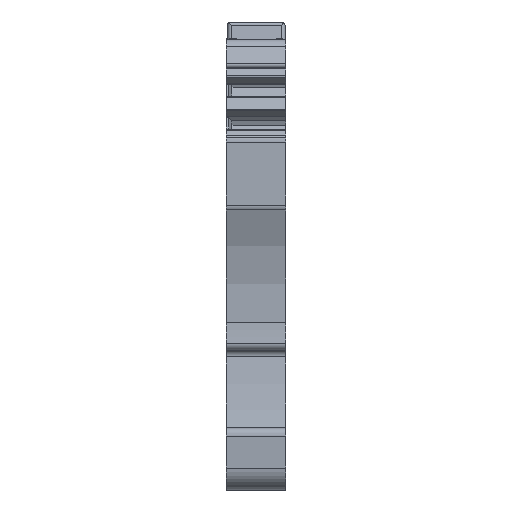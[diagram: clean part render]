
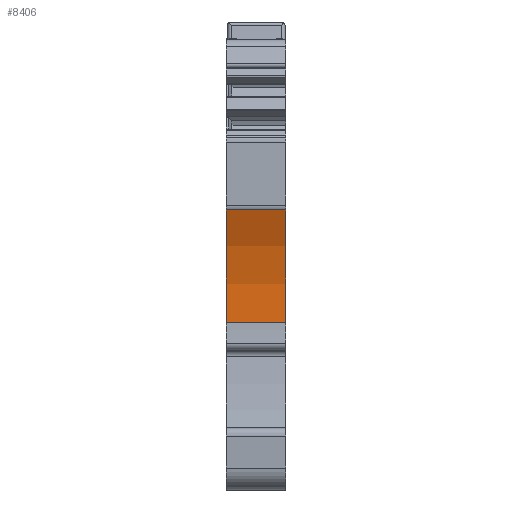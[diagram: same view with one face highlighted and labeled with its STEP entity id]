
A CAD part, front view. The second image highlights one B-rep face of the part: STEP entity #8406.
In plain terms, the highlighted cylindrical face has radius 20 mm (diameter 40 mm), a partial arc.
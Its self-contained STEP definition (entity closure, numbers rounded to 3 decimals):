
#1914=AXIS2_PLACEMENT_3D('Circle Axis2P3D',#1912,#1913,$) ;
#8386=AXIS2_PLACEMENT_3D('Cylinder Axis2P3D',#8383,#8384,#8385) ;
#8390=AXIS2_PLACEMENT_3D('Circle Axis2P3D',#8388,#8389,$) ;
#1909=CARTESIAN_POINT('Vertex',(5.1,0.266,23.842)) ;
#1912=CARTESIAN_POINT('Axis2P3D Location',(5.1,-17.93,15.54)) ;
#1916=CARTESIAN_POINT('Vertex',(5.1,2.028,14.25)) ;
#8368=CARTESIAN_POINT('Vertex',(0.,0.266,23.842)) ;
#8371=CARTESIAN_POINT('Line Origine',(2.55,0.266,23.842)) ;
#8383=CARTESIAN_POINT('Axis2P3D Location',(2.55,-17.93,15.54)) ;
#8388=CARTESIAN_POINT('Axis2P3D Location',(0.,-17.93,15.54)) ;
#8392=CARTESIAN_POINT('Vertex',(0.,2.028,14.25)) ;
#8395=CARTESIAN_POINT('Line Origine',(2.55,2.028,14.25)) ;
#1913=DIRECTION('Axis2P3D Direction',(1.,0.,0.)) ;
#8372=DIRECTION('Vector Direction',(1.,0.,0.)) ;
#8384=DIRECTION('Axis2P3D Direction',(1.,0.,0.)) ;
#8385=DIRECTION('Axis2P3D XDirection',(0.,0.998,-0.065)) ;
#8389=DIRECTION('Axis2P3D Direction',(1.,0.,0.)) ;
#8396=DIRECTION('Vector Direction',(1.,0.,0.)) ;
#8373=VECTOR('Line Direction',#8372,1.) ;
#8397=VECTOR('Line Direction',#8396,1.) ;
#8401=ORIENTED_EDGE('',*,*,#8375,.F.) ;
#8402=ORIENTED_EDGE('',*,*,#8394,.T.) ;
#8403=ORIENTED_EDGE('',*,*,#8399,.T.) ;
#8404=ORIENTED_EDGE('',*,*,#1918,.F.) ;
#8406=ADVANCED_FACE('ZTR2.5N - 3AN CONCEPT 00.1\\Hauptk\X2\00F6\X0\rper',(#8405),#8387,.F.) ;
#1915=CIRCLE('generated circle',#1914,20.) ;
#8391=CIRCLE('generated circle',#8390,20.) ;
#8387=CYLINDRICAL_SURFACE('generated cylinder',#8386,20.) ;
#1918=EDGE_CURVE('',#1910,#1917,#1915,.F.) ;
#8375=EDGE_CURVE('',#8369,#1910,#8374,.T.) ;
#8394=EDGE_CURVE('',#8369,#8393,#8391,.F.) ;
#8399=EDGE_CURVE('',#8393,#1917,#8398,.T.) ;
#8400=EDGE_LOOP('',(#8401,#8402,#8403,#8404)) ;
#8405=FACE_OUTER_BOUND('',#8400,.T.) ;
#8374=LINE('Line',#8371,#8373) ;
#8398=LINE('Line',#8395,#8397) ;
#1910=VERTEX_POINT('',#1909) ;
#1917=VERTEX_POINT('',#1916) ;
#8369=VERTEX_POINT('',#8368) ;
#8393=VERTEX_POINT('',#8392) ;
